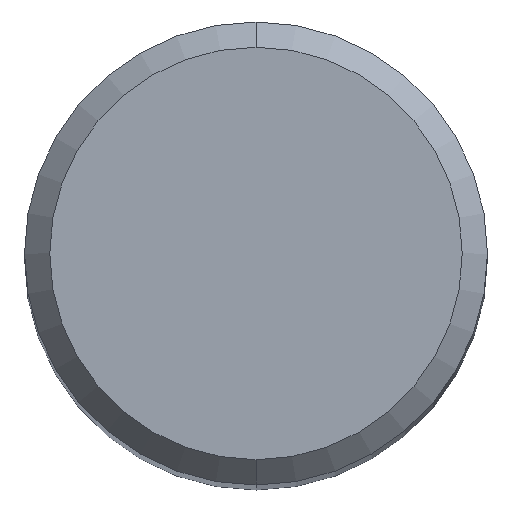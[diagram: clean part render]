
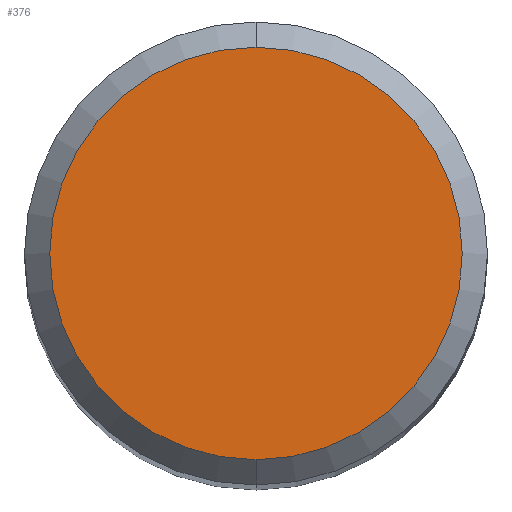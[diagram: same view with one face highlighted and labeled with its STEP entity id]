
A CAD part, top view. The second image highlights one B-rep face of the part: STEP entity #376.
In plain terms, the highlighted planar face has unit normal (0, 0, 1).
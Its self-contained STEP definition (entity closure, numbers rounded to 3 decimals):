
#298=VERTEX_POINT('',#616);
#300=VERTEX_POINT('',#618);
#314=EDGE_CURVE('',#300,#298,#632,.T.);
#376=ADVANCED_FACE('',(#701),#702,.T.);
#418=EDGE_CURVE('',#298,#300,#748,.T.);
#616=CARTESIAN_POINT('',(0.0,4.9,0.0));
#618=CARTESIAN_POINT('',(0.,-4.9,0.0));
#632=CIRCLE('',#1095,4.9);
#701=FACE_OUTER_BOUND('',#1270,.T.);
#702=PLANE('',#1271);
#748=CIRCLE('',#1375,4.9);
#1095=AXIS2_PLACEMENT_3D('',#1666,#1667,#1668);
#1270=EDGE_LOOP('',(#1750,#1751));
#1271=AXIS2_PLACEMENT_3D('',#1752,#1753,#1754);
#1375=AXIS2_PLACEMENT_3D('',#1802,#1803,#1804);
#1666=CARTESIAN_POINT('',(0.0,0.0,0.0));
#1667=DIRECTION('',(0.0,0.0,-1.0));
#1668=DIRECTION('',(0.0,1.0,0.0));
#1750=ORIENTED_EDGE('',*,*,#418,.F.);
#1751=ORIENTED_EDGE('',*,*,#314,.F.);
#1752=CARTESIAN_POINT('',(0.0,2.45,0.0));
#1753=DIRECTION('',(-0.0,0.0,1.0));
#1754=DIRECTION('',(0.0,-1.0,0.0));
#1802=CARTESIAN_POINT('',(0.0,0.0,0.0));
#1803=DIRECTION('',(0.0,0.0,-1.0));
#1804=DIRECTION('',(0.0,1.0,0.0));
